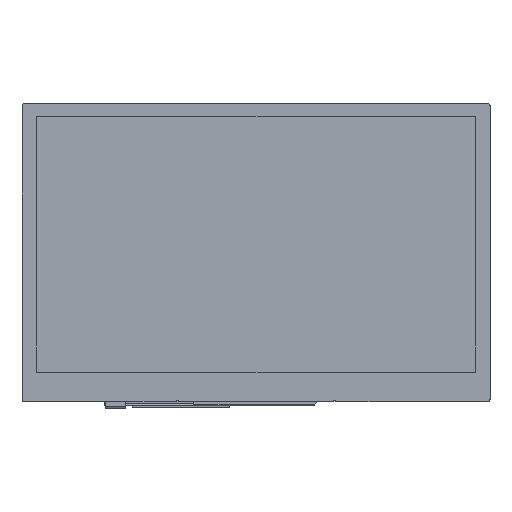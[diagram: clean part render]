
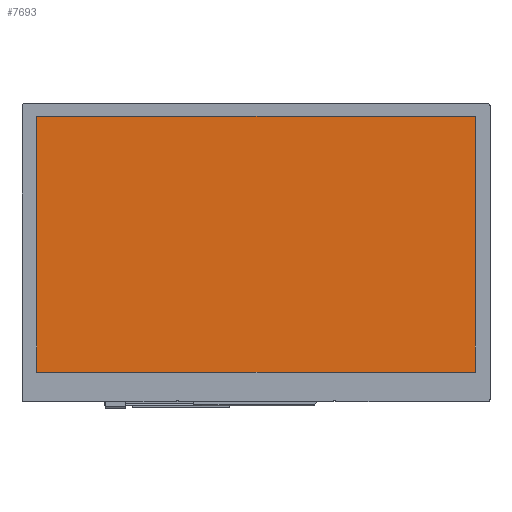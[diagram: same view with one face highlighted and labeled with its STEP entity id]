
A CAD part, top view. The second image highlights one B-rep face of the part: STEP entity #7693.
In plain terms, the highlighted planar face has unit normal (0, 0, 1).
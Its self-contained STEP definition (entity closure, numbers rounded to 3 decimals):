
#182=FACE_OUTER_BOUND('',#645,.T.);
#645=EDGE_LOOP('',(#5111,#5112,#5113,#5114));
#1145=LINE('',#11046,#2195);
#1146=LINE('',#11048,#2196);
#1147=LINE('',#11050,#2197);
#1148=LINE('',#11051,#2198);
#2195=VECTOR('',#8983,10.);
#2196=VECTOR('',#8984,10.);
#2197=VECTOR('',#8985,10.);
#2198=VECTOR('',#8986,10.);
#3221=VERTEX_POINT('',#11044);
#3222=VERTEX_POINT('',#11045);
#3223=VERTEX_POINT('',#11047);
#3224=VERTEX_POINT('',#11049);
#3961=EDGE_CURVE('',#3221,#3222,#1145,.T.);
#3962=EDGE_CURVE('',#3223,#3221,#1146,.T.);
#3963=EDGE_CURVE('',#3224,#3223,#1147,.T.);
#3964=EDGE_CURVE('',#3222,#3224,#1148,.T.);
#5111=ORIENTED_EDGE('',*,*,#3961,.F.);
#5112=ORIENTED_EDGE('',*,*,#3962,.F.);
#5113=ORIENTED_EDGE('',*,*,#3963,.F.);
#5114=ORIENTED_EDGE('',*,*,#3964,.F.);
#7159=PLANE('',#8367);
#7693=ADVANCED_FACE('',(#182),#7159,.T.);
#8367=AXIS2_PLACEMENT_3D('',#11043,#8981,#8982);
#8981=DIRECTION('center_axis',(0.,0.,1.));
#8982=DIRECTION('ref_axis',(1.,0.,0.));
#8983=DIRECTION('',(0.,-1.,0.));
#8984=DIRECTION('',(1.,0.,0.));
#8985=DIRECTION('',(0.,1.,0.));
#8986=DIRECTION('',(-1.,0.,0.));
#11043=CARTESIAN_POINT('Origin',(85.092,44.633,2.7));
#11044=CARTESIAN_POINT('',(134.542,73.483,2.7));
#11045=CARTESIAN_POINT('',(134.542,15.783,2.7));
#11046=CARTESIAN_POINT('',(134.542,30.208,2.7));
#11047=CARTESIAN_POINT('',(35.642,73.483,2.7));
#11048=CARTESIAN_POINT('',(109.817,73.483,2.7));
#11049=CARTESIAN_POINT('',(35.642,15.783,2.7));
#11050=CARTESIAN_POINT('',(35.642,59.058,2.7));
#11051=CARTESIAN_POINT('',(60.367,15.783,2.7));
